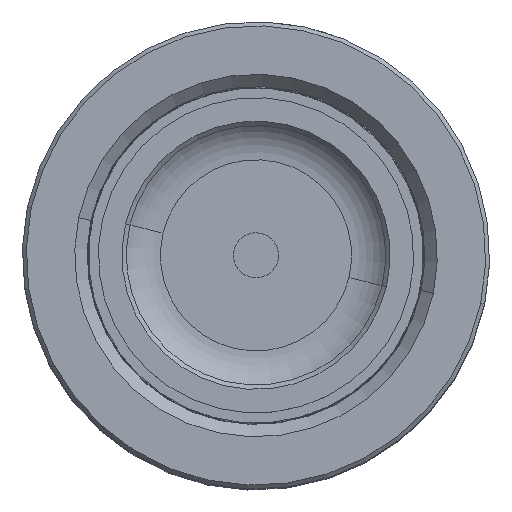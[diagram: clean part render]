
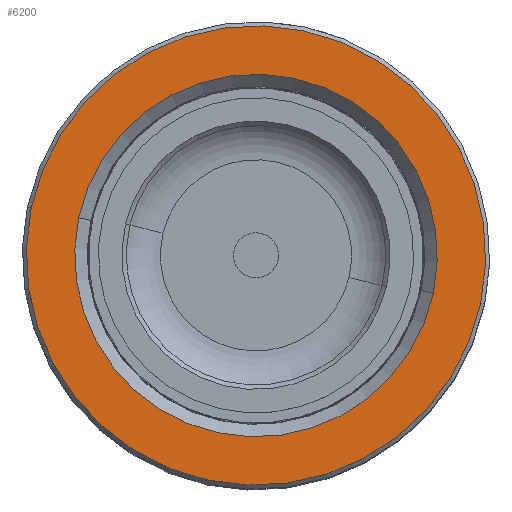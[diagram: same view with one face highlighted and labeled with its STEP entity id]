
A CAD part, top view. The second image highlights one B-rep face of the part: STEP entity #6200.
In plain terms, the highlighted planar face has unit normal (0, 0, 1).
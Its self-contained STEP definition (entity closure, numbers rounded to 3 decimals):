
#16 = AXIS2_PLACEMENT_3D ( 'NONE', #21247, #7002, #28840 ) ;
#231 = EDGE_LOOP ( 'NONE', ( #15249, #29278 ) ) ;
#1481 = CARTESIAN_POINT ( 'NONE',  ( -40.8, 0., 100. ) ) ;
#1778 = CARTESIAN_POINT ( 'NONE',  ( 0., 0., 100. ) ) ;
#4117 = VERTEX_POINT ( 'NONE', #1481 ) ;
#5280 = CARTESIAN_POINT ( 'NONE',  ( 0., 0., 100. ) ) ;
#6063 = CARTESIAN_POINT ( 'NONE',  ( 0., 0., 100. ) ) ;
#6200 = ADVANCED_FACE ( 'NONE', ( #9631, #27748 ), #24423, .T. ) ;
#7002 = DIRECTION ( 'NONE',  ( 0., 0., -1. ) ) ;
#9388 = DIRECTION ( 'NONE',  ( 0., 0., 1. ) ) ;
#9631 = FACE_OUTER_BOUND ( 'NONE', #231, .T. ) ;
#9711 = DIRECTION ( 'NONE',  ( 1., 0., 0. ) ) ;
#10613 = DIRECTION ( 'NONE',  ( 0., 0., 1. ) ) ;
#10628 = EDGE_LOOP ( 'NONE', ( #19981, #19590 ) ) ;
#11555 = VERTEX_POINT ( 'NONE', #12443 ) ;
#12443 = CARTESIAN_POINT ( 'NONE',  ( 32.2, 0., 100. ) ) ;
#13244 = AXIS2_PLACEMENT_3D ( 'NONE', #5280, #9388, #31076 ) ;
#15249 = ORIENTED_EDGE ( 'NONE', *, *, #16156, .T. ) ;
#16156 = EDGE_CURVE ( 'NONE', #4117, #18660, #34211, .T. ) ;
#18660 = VERTEX_POINT ( 'NONE', #37154 ) ;
#19590 = ORIENTED_EDGE ( 'NONE', *, *, #26557, .T. ) ;
#19689 = CIRCLE ( 'NONE', #23325, 32.2 ) ;
#19981 = ORIENTED_EDGE ( 'NONE', *, *, #23293, .T. ) ;
#21247 = CARTESIAN_POINT ( 'NONE',  ( 0., 0., 100. ) ) ;
#21365 = DIRECTION ( 'NONE',  ( 1., 0., 0. ) ) ;
#21953 = CIRCLE ( 'NONE', #41660, 40.8 ) ;
#22323 = VERTEX_POINT ( 'NONE', #44606 ) ;
#23293 = EDGE_CURVE ( 'NONE', #11555, #22323, #19689, .T. ) ;
#23325 = AXIS2_PLACEMENT_3D ( 'NONE', #1778, #27108, #30897 ) ;
#23482 = EDGE_CURVE ( 'NONE', #18660, #4117, #21953, .T. ) ;
#24423 = PLANE ( 'NONE',  #36499 ) ;
#25854 = CIRCLE ( 'NONE', #16, 32.2 ) ;
#26557 = EDGE_CURVE ( 'NONE', #22323, #11555, #25854, .T. ) ;
#27108 = DIRECTION ( 'NONE',  ( 0., 0., -1. ) ) ;
#27748 = FACE_BOUND ( 'NONE', #10628, .T. ) ;
#28840 = DIRECTION ( 'NONE',  ( 1., 0., 0. ) ) ;
#29278 = ORIENTED_EDGE ( 'NONE', *, *, #23482, .T. ) ;
#30897 = DIRECTION ( 'NONE',  ( 1., 0., 0. ) ) ;
#31076 = DIRECTION ( 'NONE',  ( 1., 0., 0. ) ) ;
#31400 = DIRECTION ( 'NONE',  ( 0., 0., 1. ) ) ;
#34211 = CIRCLE ( 'NONE', #13244, 40.8 ) ;
#36170 = CARTESIAN_POINT ( 'NONE',  ( 0., 0., 100. ) ) ;
#36499 = AXIS2_PLACEMENT_3D ( 'NONE', #6063, #31400, #9711 ) ;
#37154 = CARTESIAN_POINT ( 'NONE',  ( 40.8, 0., 100. ) ) ;
#41660 = AXIS2_PLACEMENT_3D ( 'NONE', #36170, #10613, #21365 ) ;
#44606 = CARTESIAN_POINT ( 'NONE',  ( -32.2, 0., 100. ) ) ;
